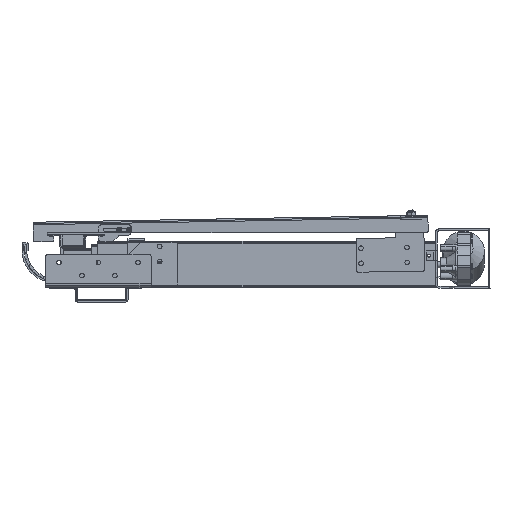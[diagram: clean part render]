
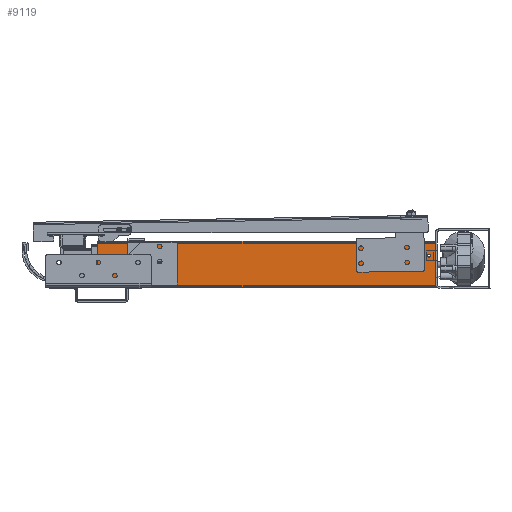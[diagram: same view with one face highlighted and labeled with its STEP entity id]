
A CAD part, left-side view. The second image highlights one B-rep face of the part: STEP entity #9119.
In plain terms, the highlighted face is planar.
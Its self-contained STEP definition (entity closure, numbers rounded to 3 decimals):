
#8874=CARTESIAN_POINT('',(35.,-3.5,438.25));
#8875=VERTEX_POINT('',#8874);
#8876=CARTESIAN_POINT('',(35.,-3.5,439.5));
#8877=DIRECTION('',(1.0,0.0,0.0));
#8878=DIRECTION('',(0.0,0.0,-1.0));
#8879=AXIS2_PLACEMENT_3D('',#8876,#8877,#8878);
#8880=CIRCLE('',#8879,1.25);
#8881=EDGE_CURVE('',#8875,#8875,#8880,.T.);
#8902=CARTESIAN_POINT('',(35.,9.,401.75));
#8903=VERTEX_POINT('',#8902);
#8904=CARTESIAN_POINT('',(35.,9.,403.));
#8905=DIRECTION('',(1.0,0.0,0.0));
#8906=DIRECTION('',(0.0,0.0,-1.0));
#8907=AXIS2_PLACEMENT_3D('',#8904,#8905,#8906);
#8908=CIRCLE('',#8907,1.25);
#8909=EDGE_CURVE('',#8903,#8903,#8908,.T.);
#8930=CARTESIAN_POINT('',(35.,9.,423.75));
#8931=VERTEX_POINT('',#8930);
#8932=CARTESIAN_POINT('',(35.,9.,425.));
#8933=DIRECTION('',(1.0,0.0,0.0));
#8934=DIRECTION('',(0.0,0.0,-1.0));
#8935=AXIS2_PLACEMENT_3D('',#8932,#8933,#8934);
#8936=CIRCLE('',#8935,1.25);
#8937=EDGE_CURVE('',#8931,#8931,#8936,.T.);
#8986=CARTESIAN_POINT('',(35.,13.5,9.75));
#8987=VERTEX_POINT('',#8986);
#8988=CARTESIAN_POINT('',(35.,13.5,12.));
#8989=DIRECTION('',(1.0,0.0,0.0));
#8990=DIRECTION('',(0.0,0.0,-1.0));
#8991=AXIS2_PLACEMENT_3D('',#8988,#8989,#8990);
#8992=CIRCLE('',#8991,2.25);
#8993=EDGE_CURVE('',#8987,#8987,#8992,.T.);
#8998=CARTESIAN_POINT('',(35.,-34.,515.0));
#8999=DIRECTION('',(-1.0,0.0,0.0));
#9000=DIRECTION('',(0.0,0.0,1.0));
#9001=AXIS2_PLACEMENT_3D('',#8998,#8999,#9000);
#9002=PLANE('',#9001);
#9003=CARTESIAN_POINT('',(35.,34.,2.0));
#9004=VERTEX_POINT('',#9003);
#9005=CARTESIAN_POINT('',(35.,-34.,2.0));
#9006=VERTEX_POINT('',#9005);
#9007=CARTESIAN_POINT('',(35.,34.,2.0));
#9008=DIRECTION('',(0.0,-1.0,0.0));
#9009=VECTOR('',#9008,68.);
#9010=LINE('',#9007,#9009);
#9011=EDGE_CURVE('',#9004,#9006,#9010,.T.);
#9012=ORIENTED_EDGE('',*,*,#9011,.F.);
#9013=CARTESIAN_POINT('',(35.,34.,515.0));
#9014=VERTEX_POINT('',#9013);
#9015=CARTESIAN_POINT('',(35.,34.,515.0));
#9016=DIRECTION('',(0.0,0.0,-1.0));
#9017=VECTOR('',#9016,513.0);
#9018=LINE('',#9015,#9017);
#9019=EDGE_CURVE('',#9014,#9004,#9018,.T.);
#9020=ORIENTED_EDGE('',*,*,#9019,.F.);
#9021=CARTESIAN_POINT('',(35.,-34.,515.0));
#9022=VERTEX_POINT('',#9021);
#9023=CARTESIAN_POINT('',(35.,-34.,515.0));
#9024=DIRECTION('',(0.0,1.0,0.0));
#9025=VECTOR('',#9024,68.);
#9026=LINE('',#9023,#9025);
#9027=EDGE_CURVE('',#9022,#9014,#9026,.T.);
#9028=ORIENTED_EDGE('',*,*,#9027,.F.);
#9029=CARTESIAN_POINT('',(35.,-34.,515.0));
#9030=DIRECTION('',(0.0,0.0,-1.0));
#9031=VECTOR('',#9030,513.0);
#9032=LINE('',#9029,#9031);
#9033=EDGE_CURVE('',#9022,#9006,#9032,.T.);
#9034=ORIENTED_EDGE('',*,*,#9033,.T.);
#9035=EDGE_LOOP('',(#9012,#9020,#9028,#9034));
#9036=FACE_OUTER_BOUND('',#9035,.T.);
#9037=ORIENTED_EDGE('',*,*,#8993,.F.);
#9038=EDGE_LOOP('',(#9037));
#9039=FACE_BOUND('',#9038,.T.);
#9040=CARTESIAN_POINT('',(35.,-13.,429.5));
#9041=VERTEX_POINT('',#9040);
#9042=CARTESIAN_POINT('',(35.,-13.,398.5));
#9043=VERTEX_POINT('',#9042);
#9044=CARTESIAN_POINT('',(35.,-13.,429.5));
#9045=DIRECTION('',(0.0,0.0,-1.0));
#9046=VECTOR('',#9045,31.);
#9047=LINE('',#9044,#9046);
#9048=EDGE_CURVE('',#9041,#9043,#9047,.T.);
#9049=ORIENTED_EDGE('',*,*,#9048,.F.);
#9050=CARTESIAN_POINT('',(35.,-12.5,430.0));
#9051=VERTEX_POINT('',#9050);
#9052=CARTESIAN_POINT('',(35.,-12.5,429.5));
#9053=DIRECTION('',(-1.0,0.0,0.0));
#9054=DIRECTION('',(0.0,0.0,1.0));
#9055=AXIS2_PLACEMENT_3D('',#9052,#9053,#9054);
#9056=CIRCLE('',#9055,0.5);
#9057=EDGE_CURVE('',#9041,#9051,#9056,.T.);
#9058=ORIENTED_EDGE('',*,*,#9057,.T.);
#9059=CARTESIAN_POINT('',(35.,3.5,430.0));
#9060=VERTEX_POINT('',#9059);
#9061=CARTESIAN_POINT('',(35.,3.5,430.0));
#9062=DIRECTION('',(0.0,-1.0,0.0));
#9063=VECTOR('',#9062,16.);
#9064=LINE('',#9061,#9063);
#9065=EDGE_CURVE('',#9060,#9051,#9064,.T.);
#9066=ORIENTED_EDGE('',*,*,#9065,.F.);
#9067=CARTESIAN_POINT('',(35.,4.,429.5));
#9068=VERTEX_POINT('',#9067);
#9069=CARTESIAN_POINT('',(35.,3.5,429.5));
#9070=DIRECTION('',(-1.0,0.0,0.0));
#9071=DIRECTION('',(0.0,0.0,1.0));
#9072=AXIS2_PLACEMENT_3D('',#9069,#9070,#9071);
#9073=CIRCLE('',#9072,0.5);
#9074=EDGE_CURVE('',#9060,#9068,#9073,.T.);
#9075=ORIENTED_EDGE('',*,*,#9074,.T.);
#9076=CARTESIAN_POINT('',(35.,4.,398.5));
#9077=VERTEX_POINT('',#9076);
#9078=CARTESIAN_POINT('',(35.,4.,398.5));
#9079=DIRECTION('',(0.0,0.0,1.0));
#9080=VECTOR('',#9079,31.);
#9081=LINE('',#9078,#9080);
#9082=EDGE_CURVE('',#9077,#9068,#9081,.T.);
#9083=ORIENTED_EDGE('',*,*,#9082,.F.);
#9084=CARTESIAN_POINT('',(35.,3.5,398.));
#9085=VERTEX_POINT('',#9084);
#9086=CARTESIAN_POINT('',(35.,3.5,398.5));
#9087=DIRECTION('',(-1.0,0.0,0.0));
#9088=DIRECTION('',(0.0,0.0,1.0));
#9089=AXIS2_PLACEMENT_3D('',#9086,#9087,#9088);
#9090=CIRCLE('',#9089,0.5);
#9091=EDGE_CURVE('',#9077,#9085,#9090,.T.);
#9092=ORIENTED_EDGE('',*,*,#9091,.T.);
#9093=CARTESIAN_POINT('',(35.,-12.5,398.));
#9094=VERTEX_POINT('',#9093);
#9095=CARTESIAN_POINT('',(35.,-12.5,398.));
#9096=DIRECTION('',(0.0,1.0,0.0));
#9097=VECTOR('',#9096,16.);
#9098=LINE('',#9095,#9097);
#9099=EDGE_CURVE('',#9094,#9085,#9098,.T.);
#9100=ORIENTED_EDGE('',*,*,#9099,.F.);
#9101=CARTESIAN_POINT('',(35.,-12.5,398.5));
#9102=DIRECTION('',(-1.0,0.0,0.0));
#9103=DIRECTION('',(0.0,0.0,1.0));
#9104=AXIS2_PLACEMENT_3D('',#9101,#9102,#9103);
#9105=CIRCLE('',#9104,0.5);
#9106=EDGE_CURVE('',#9094,#9043,#9105,.T.);
#9107=ORIENTED_EDGE('',*,*,#9106,.T.);
#9108=EDGE_LOOP('',(#9049,#9058,#9066,#9075,#9083,#9092,#9100,#9107));
#9109=FACE_BOUND('',#9108,.T.);
#9110=ORIENTED_EDGE('',*,*,#8937,.F.);
#9111=EDGE_LOOP('',(#9110));
#9112=FACE_BOUND('',#9111,.T.);
#9113=ORIENTED_EDGE('',*,*,#8909,.F.);
#9114=EDGE_LOOP('',(#9113));
#9115=FACE_BOUND('',#9114,.T.);
#9116=ORIENTED_EDGE('',*,*,#8881,.F.);
#9117=EDGE_LOOP('',(#9116));
#9118=FACE_BOUND('',#9117,.T.);
#9119=ADVANCED_FACE('',(#9036,#9039,#9109,#9112,#9115,#9118),#9002,.F.);
